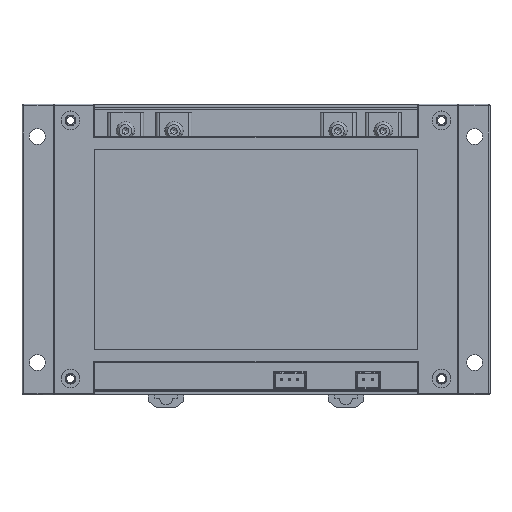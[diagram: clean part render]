
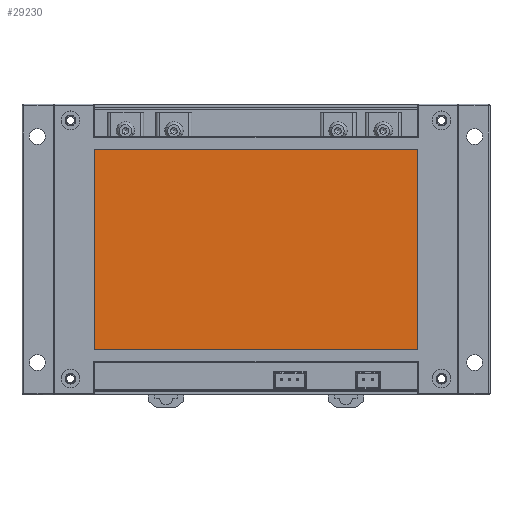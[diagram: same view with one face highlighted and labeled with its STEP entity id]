
A CAD part, top view. The second image highlights one B-rep face of the part: STEP entity #29230.
In plain terms, the highlighted planar face has unit normal (0, 0, 1).
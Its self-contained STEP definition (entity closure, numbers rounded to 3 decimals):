
#10648=ORIENTED_EDGE('',*,*,#15021,.F.);
#10649=ORIENTED_EDGE('',*,*,#15018,.T.);
#10650=ORIENTED_EDGE('',*,*,#15020,.F.);
#10651=ORIENTED_EDGE('',*,*,#14815,.F.);
#14815=EDGE_CURVE('',#17866,#17867,#20477,.T.);
#15018=EDGE_CURVE('',#17989,#17988,#20642,.T.);
#15020=EDGE_CURVE('',#17867,#17988,#20644,.T.);
#15021=EDGE_CURVE('',#17989,#17866,#20645,.T.);
#17866=VERTEX_POINT('',#58227);
#17867=VERTEX_POINT('',#58229);
#17988=VERTEX_POINT('',#58637);
#17989=VERTEX_POINT('',#58639);
#20477=LINE('',#58228,#23144);
#20642=LINE('',#58638,#23309);
#20644=LINE('',#58642,#23311);
#20645=LINE('',#58644,#23312);
#23144=VECTOR('',#44744,1000.);
#23309=VECTOR('',#45139,1000.);
#23311=VECTOR('',#45143,1000.);
#23312=VECTOR('',#45146,1000.);
#25083=EDGE_LOOP('',(#10648,#10649,#10650,#10651));
#26826=FACE_BOUND('',#25083,.T.);
#27764=PLANE('',#38183);
#29230=ADVANCED_FACE('',(#26826),#27764,.T.);
#38183=AXIS2_PLACEMENT_3D('',#58643,#45144,#45145);
#44744=DIRECTION('',(0.,1.,0.));
#45139=DIRECTION('',(0.,1.,0.));
#45143=DIRECTION('',(1.,0.,0.));
#45144=DIRECTION('',(0.,0.,1.));
#45145=DIRECTION('',(1.,0.,0.));
#45146=DIRECTION('',(-1.,0.,0.));
#58227=CARTESIAN_POINT('',(12.75,14.,26.8));
#58228=CARTESIAN_POINT('',(12.75,22.5,26.8));
#58229=CARTESIAN_POINT('',(12.75,76.,26.8));
#58637=CARTESIAN_POINT('',(112.75,76.,26.8));
#58638=CARTESIAN_POINT('',(112.75,22.5,26.8));
#58639=CARTESIAN_POINT('',(112.75,14.,26.8));
#58642=CARTESIAN_POINT('',(23.875,76.,26.8));
#58643=CARTESIAN_POINT('',(0.,0.,26.8));
#58644=CARTESIAN_POINT('',(23.875,14.,26.8));
